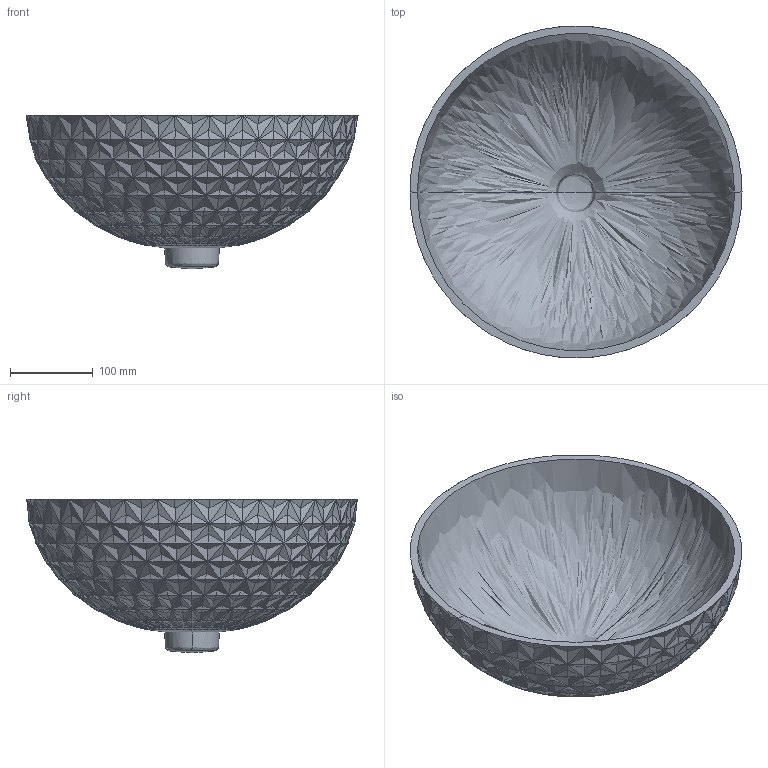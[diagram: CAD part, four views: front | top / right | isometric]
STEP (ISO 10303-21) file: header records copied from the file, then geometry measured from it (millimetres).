
FILE_DESCRIPTION(/* description */ (''),/* implementation_level */ '2;1');
FILE_NAME(/* name */ 'cristina',/* time_stamp */ '2025-01-20T22:07:12+01:00',/* author */ (''),/* organization */ (''),/* preprocessor_version */ 'ST-DEVELOPER v16.5',/* originating_system */ 'Rhino 7.37',/* authorisation */ '');
FILE_SCHEMA (('AUTOMOTIVE_DESIGN'));
Products named in the file (1): Document
Bounding box: 400.04 x 400.04 x 185.4 mm (x, y, z)
Volume: 2254438.1 mm3; surface area: 454219.5 mm2
Topology: 1 solids, 1 shells, 1990 faces, 3080 edges, 1088 vertices
Faces by surface type: bspline 1990
Entity records: 71164 total; most frequent: CARTESIAN_POINT 28274, B_SPLINE_CURVE_WITH_KNOTS 9208, ORIENTED_EDGE 6152, PCURVE 6152, DEFINITIONAL_REPRESENTATION 6152, SURFACE_CURVE 3076, EDGE_CURVE 3076, ADVANCED_FACE 1990
